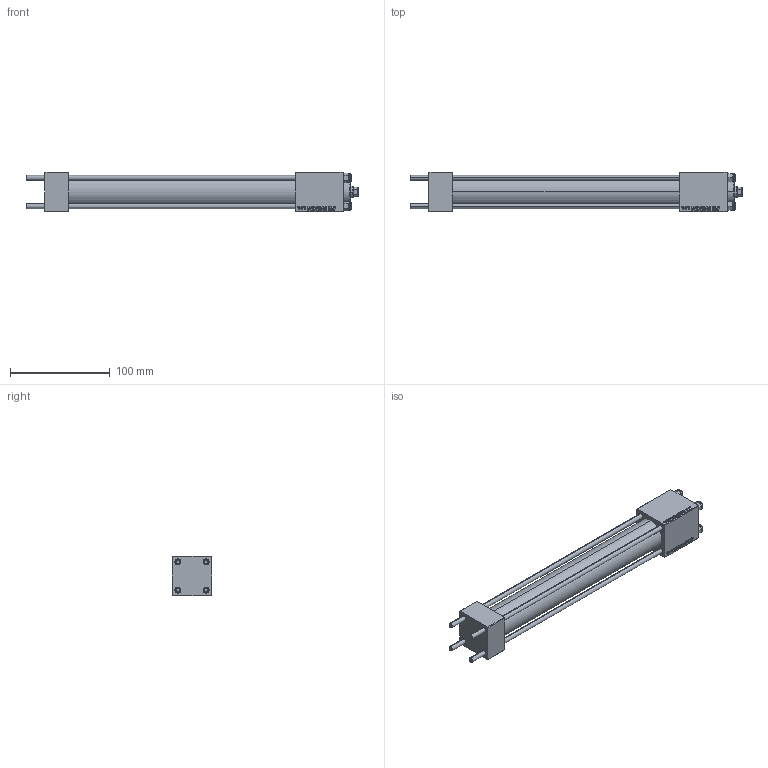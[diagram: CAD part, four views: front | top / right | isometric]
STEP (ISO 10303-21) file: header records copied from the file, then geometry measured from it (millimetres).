
FILE_DESCRIPTION (( 'STEP AP203' ), '1' );
FILE_NAME ('6286.STEP', '2024-01-19T18:43:21', ( '' ), ( '' ), 'SwSTEP 2.0', 'SolidWorks 2019', '' );
FILE_SCHEMA (( 'CONFIG_CONTROL_DESIGN' ));
Length unit declared in the file: millimetre
Products named in the file (6): CR025_012_A_0_G_A_G_M_020_+#_##_TYCINKA 634af50b275b5e5b25cf46e1825479bb; V215_VC_A 634af50b275b5e5b25cf46e1825479bb; V215CR_VCP 634af50b275b5e5b25cf46e1825479bb; NUT_M5 634af50b275b5e5b25cf46e1825479bb; V215CR_BODY_A 634af50b275b5e5b25cf46e1825479bb; 6286
Assembly tree (11 placements, depth 2):
  6286
    V215CR_BODY_A 634af50b275b5e5b25cf46e1825479bb
    CR025_012_A_0_G_A_G_M_020_+#_##_TYCINKA 634af50b275b5e5b25cf46e1825479bb  x4
    NUT_M5 634af50b275b5e5b25cf46e1825479bb  x4
    V215CR_VCP 634af50b275b5e5b25cf46e1825479bb
    V215_VC_A 634af50b275b5e5b25cf46e1825479bb
Bounding box: 333 x 40 x 40 mm (x, y, z)
Volume: 226742.7 mm3; surface area: 108625.5 mm2
Topology: 11 solids, 11 shells, 1132 faces, 2848 edges, 1845 vertices
Faces by surface type: plane 517, bspline 392, cone 136, cylinder 79, torus 8
Entity records: 49822 total; most frequent: CARTESIAN_POINT 27030, ORIENTED_EDGE 5188, DIRECTION 3226, EDGE_CURVE 2594, VERTEX_POINT 1701, VECTOR 1580, LINE 1580, EDGE_LOOP 1139
